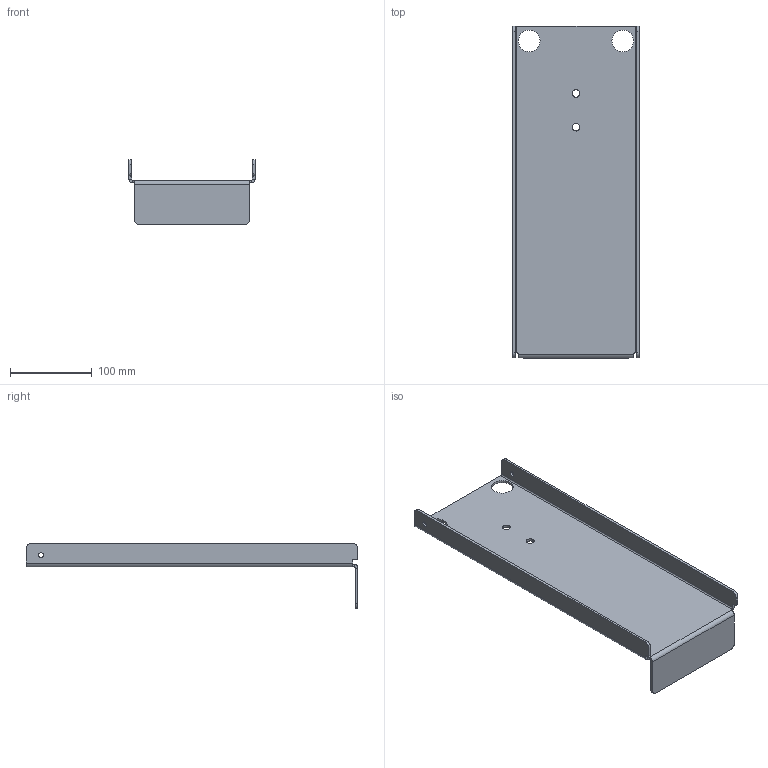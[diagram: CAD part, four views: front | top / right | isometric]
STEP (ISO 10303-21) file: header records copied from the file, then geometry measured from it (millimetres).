
FILE_DESCRIPTION (( 'STEP AP214' ), '1' );
FILE_NAME ('Book End r2 Sheet Metal.STEP', '2019-02-27T19:07:37', ( '' ), ( '' ), 'SwSTEP 2.0', 'SolidWorks 2018', '' );
FILE_SCHEMA (( 'AUTOMOTIVE_DESIGN' ));
Length unit declared in the file: inch
Products named in the file (1): Book End r2 Sheet Metal
Bounding box: 154.31 x 406.4 x 79.38 mm (x, y, z)
Volume: 278541.7 mm3; surface area: 180503.5 mm2
Topology: 1 solids, 1 shells, 58 faces, 144 edges, 88 vertices
Faces by surface type: cylinder 30, plane 28
Entity records: 1780 total; most frequent: DIRECTION 322, CARTESIAN_POINT 291, ORIENTED_EDGE 288, EDGE_CURVE 144, AXIS2_PLACEMENT_3D 119, VERTEX_POINT 88, LINE 84, VECTOR 84
